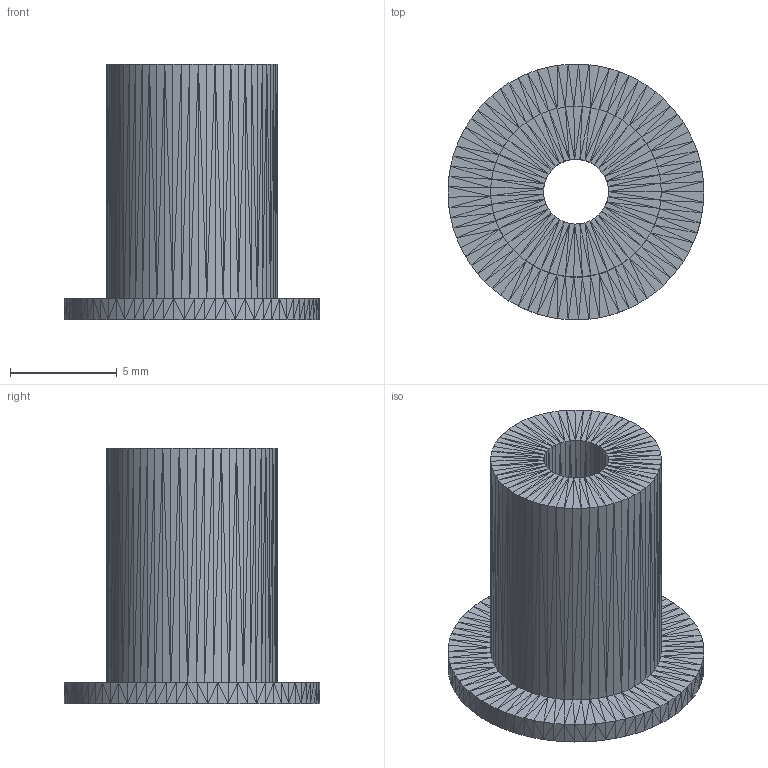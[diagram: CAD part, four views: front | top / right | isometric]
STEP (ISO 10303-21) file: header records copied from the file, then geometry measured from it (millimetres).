
FILE_DESCRIPTION(('FreeCAD Model'),'2;1');
FILE_NAME('Open CASCADE Shape Model','2022-07-12T08:32:51',('Author'),( ''),'Open CASCADE STEP processor 7.5','FreeCAD','Unknown');
FILE_SCHEMA(('AUTOMOTIVE_DESIGN { 1 0 10303 214 1 1 1 1 }'));
Length unit declared in the file: millimetre
Products named in the file (1): spool_center001
Bounding box: 11.99 x 12 x 12 mm (x, y, z)
Surface area: 672.3 mm2 (no closed solid volume)
Topology: 0 solids, 1 shells, 740 faces, 1110 edges, 370 vertices
Faces by surface type: plane 740
Entity records: 27780 total; most frequent: CARTESIAN_POINT 5551, DIRECTION 3702, ORIENTED_EDGE 2220, LINE 2220, VECTOR 2220, PCURVE 2220, DEFINITIONAL_REPRESENTATION 2220, EDGE_CURVE 1110
